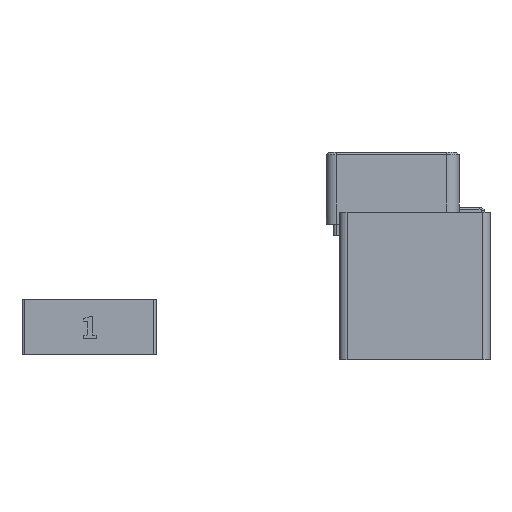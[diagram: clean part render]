
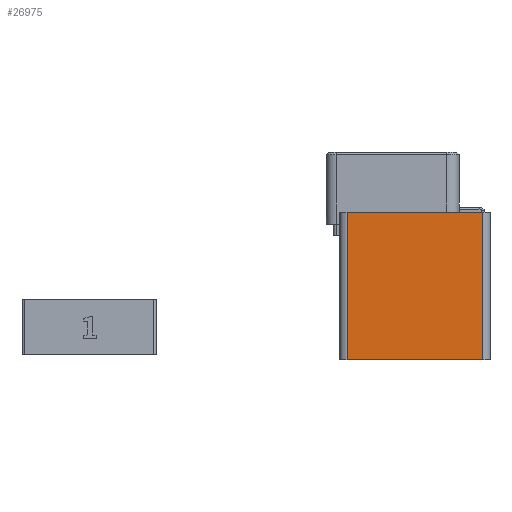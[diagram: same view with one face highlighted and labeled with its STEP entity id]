
A CAD part, front view. The second image highlights one B-rep face of the part: STEP entity #26975.
In plain terms, the highlighted planar face has unit normal (0, -1, 0).
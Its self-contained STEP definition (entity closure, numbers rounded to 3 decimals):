
#1312=PLANE('',#29298);
#2739=FACE_OUTER_BOUND('',#4390,.T.);
#4390=EDGE_LOOP('',(#24312,#24313,#24314,#24315));
#6810=LINE('',#44613,#9521);
#7022=LINE('',#45274,#9733);
#7023=LINE('',#45277,#9734);
#7024=LINE('',#45278,#9735);
#9521=VECTOR('',#35680,10.);
#9733=VECTOR('',#36302,10.);
#9734=VECTOR('',#36305,10.);
#9735=VECTOR('',#36306,10.);
#13099=VERTEX_POINT('',#44610);
#13100=VERTEX_POINT('',#44612);
#13272=VERTEX_POINT('',#45272);
#13273=VERTEX_POINT('',#45276);
#16703=EDGE_CURVE('',#13099,#13100,#6810,.T.);
#17002=EDGE_CURVE('',#13100,#13272,#7022,.T.);
#17003=EDGE_CURVE('',#13273,#13272,#7023,.T.);
#17004=EDGE_CURVE('',#13273,#13099,#7024,.T.);
#24312=ORIENTED_EDGE('',*,*,#17003,.T.);
#24313=ORIENTED_EDGE('',*,*,#17002,.F.);
#24314=ORIENTED_EDGE('',*,*,#16703,.F.);
#24315=ORIENTED_EDGE('',*,*,#17004,.F.);
#26975=ADVANCED_FACE('',(#2739),#1312,.F.);
#29298=AXIS2_PLACEMENT_3D('',#45275,#36303,#36304);
#35680=DIRECTION('',(1.,0.,0.));
#36302=DIRECTION('',(0.,0.,-1.));
#36303=DIRECTION('center_axis',(0.,1.,0.));
#36304=DIRECTION('ref_axis',(0.,0.,1.));
#36305=DIRECTION('',(1.,0.,0.));
#36306=DIRECTION('',(0.,0.,1.));
#44610=CARTESIAN_POINT('',(6.052,30.,55.048));
#44612=CARTESIAN_POINT('',(60.052,30.,55.048));
#44613=CARTESIAN_POINT('',(19.052,30.,55.048));
#45272=CARTESIAN_POINT('',(60.052,30.,-3.952));
#45274=CARTESIAN_POINT('',(60.052,30.,37.548));
#45275=CARTESIAN_POINT('Origin',(33.052,30.,22.048));
#45276=CARTESIAN_POINT('',(6.052,30.,-3.952));
#45277=CARTESIAN_POINT('',(47.052,30.,-3.952));
#45278=CARTESIAN_POINT('',(6.052,30.,6.548));
